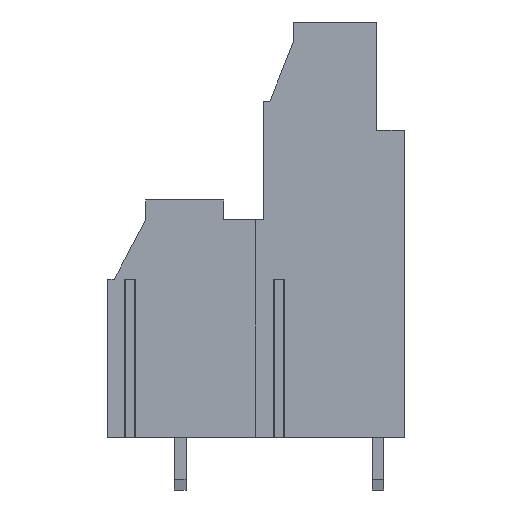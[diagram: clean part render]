
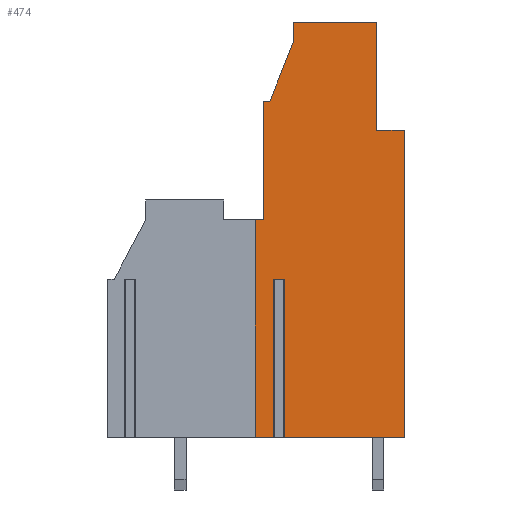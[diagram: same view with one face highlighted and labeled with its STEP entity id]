
A CAD part, front view. The second image highlights one B-rep face of the part: STEP entity #474.
In plain terms, the highlighted planar face has unit normal (0, -1, 0).
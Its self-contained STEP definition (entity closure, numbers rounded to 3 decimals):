
#474 = ADVANCED_FACE( '', ( #1221 ), #1222, .T. );
#1221 = FACE_OUTER_BOUND( '', #2268, .T. );
#1222 = PLANE( '', #2269 );
#2268 = EDGE_LOOP( '', ( #3483, #3484, #3485, #3486, #3487, #3488, #3489, #3490, #3491, #3492, #3493, #3494, #3495, #3496, #3497 ) );
#2269 = AXIS2_PLACEMENT_3D( '', #3498, #3499, #3500 );
#3483 = ORIENTED_EDGE( '', *, *, #6760, .F. );
#3484 = ORIENTED_EDGE( '', *, *, #6761, .F. );
#3485 = ORIENTED_EDGE( '', *, *, #6762, .F. );
#3486 = ORIENTED_EDGE( '', *, *, #6639, .F. );
#3487 = ORIENTED_EDGE( '', *, *, #6763, .F. );
#3488 = ORIENTED_EDGE( '', *, *, #6764, .F. );
#3489 = ORIENTED_EDGE( '', *, *, #6765, .T. );
#3490 = ORIENTED_EDGE( '', *, *, #6766, .F. );
#3491 = ORIENTED_EDGE( '', *, *, #6767, .T. );
#3492 = ORIENTED_EDGE( '', *, *, #6768, .T. );
#3493 = ORIENTED_EDGE( '', *, *, #6769, .F. );
#3494 = ORIENTED_EDGE( '', *, *, #6770, .T. );
#3495 = ORIENTED_EDGE( '', *, *, #6771, .T. );
#3496 = ORIENTED_EDGE( '', *, *, #6772, .F. );
#3497 = ORIENTED_EDGE( '', *, *, #6647, .F. );
#3498 = CARTESIAN_POINT( '', ( 11.8, 0., -7.55 ) );
#3499 = DIRECTION( '', ( 0., -1., 0. ) );
#3500 = DIRECTION( '', ( -1., 0., 0. ) );
#6639 = EDGE_CURVE( '', #8018, #8020, #8021, .T. );
#6647 = EDGE_CURVE( '', #8034, #8036, #8037, .T. );
#6760 = EDGE_CURVE( '', #8240, #8034, #8241, .T. );
#6761 = EDGE_CURVE( '', #8242, #8240, #8243, .T. );
#6762 = EDGE_CURVE( '', #8020, #8242, #8244, .T. );
#6763 = EDGE_CURVE( '', #8245, #8018, #8246, .T. );
#6764 = EDGE_CURVE( '', #8247, #8245, #8248, .T. );
#6765 = EDGE_CURVE( '', #8247, #8249, #8250, .T. );
#6766 = EDGE_CURVE( '', #8251, #8249, #8252, .T. );
#6767 = EDGE_CURVE( '', #8251, #8253, #8254, .T. );
#6768 = EDGE_CURVE( '', #8253, #8255, #8256, .T. );
#6769 = EDGE_CURVE( '', #8257, #8255, #8258, .T. );
#6770 = EDGE_CURVE( '', #8257, #8259, #8260, .T. );
#6771 = EDGE_CURVE( '', #8259, #8261, #8262, .T. );
#6772 = EDGE_CURVE( '', #8036, #8261, #8263, .T. );
#8018 = VERTEX_POINT( '', #10057 );
#8020 = VERTEX_POINT( '', #10060 );
#8021 = LINE( '', #10061, #10062 );
#8034 = VERTEX_POINT( '', #10078 );
#8036 = VERTEX_POINT( '', #10080 );
#8037 = LINE( '', #10081, #10082 );
#8240 = VERTEX_POINT( '', #10373 );
#8241 = LINE( '', #10374, #10375 );
#8242 = VERTEX_POINT( '', #10376 );
#8243 = LINE( '', #10377, #10378 );
#8244 = LINE( '', #10379, #10380 );
#8245 = VERTEX_POINT( '', #10381 );
#8246 = LINE( '', #10382, #10383 );
#8247 = VERTEX_POINT( '', #10384 );
#8248 = LINE( '', #10385, #10386 );
#8249 = VERTEX_POINT( '', #10387 );
#8250 = LINE( '', #10388, #10389 );
#8251 = VERTEX_POINT( '', #10390 );
#8252 = LINE( '', #10391, #10392 );
#8253 = VERTEX_POINT( '', #10393 );
#8254 = LINE( '', #10394, #10395 );
#8255 = VERTEX_POINT( '', #10396 );
#8256 = LINE( '', #10397, #10398 );
#8257 = VERTEX_POINT( '', #10399 );
#8258 = LINE( '', #10400, #10401 );
#8259 = VERTEX_POINT( '', #10402 );
#8260 = LINE( '', #10403, #10404 );
#8261 = VERTEX_POINT( '', #10405 );
#8262 = LINE( '', #10406, #10407 );
#8263 = LINE( '', #10408, #10409 );
#10057 = CARTESIAN_POINT( '', ( 22.5, 0., 0. ) );
#10060 = CARTESIAN_POINT( '', ( 13.427, 0., 0. ) );
#10061 = CARTESIAN_POINT( '', ( 5.35, 0., 0. ) );
#10062 = VECTOR( '', #12852, 1000. );
#10078 = CARTESIAN_POINT( '', ( 12.573, 0., 0. ) );
#10080 = CARTESIAN_POINT( '', ( 11.2, 0., 0. ) );
#10081 = CARTESIAN_POINT( '', ( 5.35, 0., 0. ) );
#10082 = VECTOR( '', #12868, 1000. );
#10373 = CARTESIAN_POINT( '', ( 12.573, 0., 12. ) );
#10374 = CARTESIAN_POINT( '', ( 12.573, 0., -1. ) );
#10375 = VECTOR( '', #12984, 1000. );
#10376 = CARTESIAN_POINT( '', ( 13.427, 0., 12. ) );
#10377 = CARTESIAN_POINT( '', ( 5.35, 0., 12. ) );
#10378 = VECTOR( '', #12985, 1000. );
#10379 = CARTESIAN_POINT( '', ( 13.427, 0., -1. ) );
#10380 = VECTOR( '', #12986, 1000. );
#10381 = CARTESIAN_POINT( '', ( 22.5, 0., 23.3 ) );
#10382 = CARTESIAN_POINT( '', ( 22.5, 0., -1. ) );
#10383 = VECTOR( '', #12987, 1000. );
#10384 = CARTESIAN_POINT( '', ( 20.4, 0., 23.3 ) );
#10385 = CARTESIAN_POINT( '', ( 5.35, 0., 23.3 ) );
#10386 = VECTOR( '', #12988, 1000. );
#10387 = CARTESIAN_POINT( '', ( 20.4, 0., 31.5 ) );
#10388 = CARTESIAN_POINT( '', ( 20.4, 0., -1. ) );
#10389 = VECTOR( '', #12989, 1000. );
#10390 = CARTESIAN_POINT( '', ( 14.1, 0., 31.5 ) );
#10391 = CARTESIAN_POINT( '', ( 5.35, 0., 31.5 ) );
#10392 = VECTOR( '', #12990, 1000. );
#10393 = CARTESIAN_POINT( '', ( 14.1, 0., 30. ) );
#10394 = CARTESIAN_POINT( '', ( 14.1, 0., -1. ) );
#10395 = VECTOR( '', #12991, 1000. );
#10396 = CARTESIAN_POINT( '', ( 12.3, 0., 25.5 ) );
#10397 = CARTESIAN_POINT( '', ( 2.203, 0., 0.259 ) );
#10398 = VECTOR( '', #12992, 1000. );
#10399 = CARTESIAN_POINT( '', ( 11.8, 0., 25.5 ) );
#10400 = CARTESIAN_POINT( '', ( 5.35, 0., 25.5 ) );
#10401 = VECTOR( '', #12993, 1000. );
#10402 = CARTESIAN_POINT( '', ( 11.8, 0., 16.5 ) );
#10403 = CARTESIAN_POINT( '', ( 11.8, 0., -1. ) );
#10404 = VECTOR( '', #12994, 1000. );
#10405 = CARTESIAN_POINT( '', ( 11.2, 0., 16.5 ) );
#10406 = CARTESIAN_POINT( '', ( 5.35, 0., 16.5 ) );
#10407 = VECTOR( '', #12995, 1000. );
#10408 = CARTESIAN_POINT( '', ( 11.2, 0., -1. ) );
#10409 = VECTOR( '', #12996, 1000. );
#12852 = DIRECTION( '', ( -1., 0., 0. ) );
#12868 = DIRECTION( '', ( -1., 0., 0. ) );
#12984 = DIRECTION( '', ( 0., 0., -1. ) );
#12985 = DIRECTION( '', ( -1., 0., 0. ) );
#12986 = DIRECTION( '', ( 0., 0., 1. ) );
#12987 = DIRECTION( '', ( 0., 0., -1. ) );
#12988 = DIRECTION( '', ( 1., 0., 0. ) );
#12989 = DIRECTION( '', ( 0., 0., 1. ) );
#12990 = DIRECTION( '', ( 1., 0., 0. ) );
#12991 = DIRECTION( '', ( 0., 0., -1. ) );
#12992 = DIRECTION( '', ( -0.371, 0., -0.928 ) );
#12993 = DIRECTION( '', ( 1., 0., 0. ) );
#12994 = DIRECTION( '', ( 0., 0., -1. ) );
#12995 = DIRECTION( '', ( -1., 0., 0. ) );
#12996 = DIRECTION( '', ( 0., 0., 1. ) );
